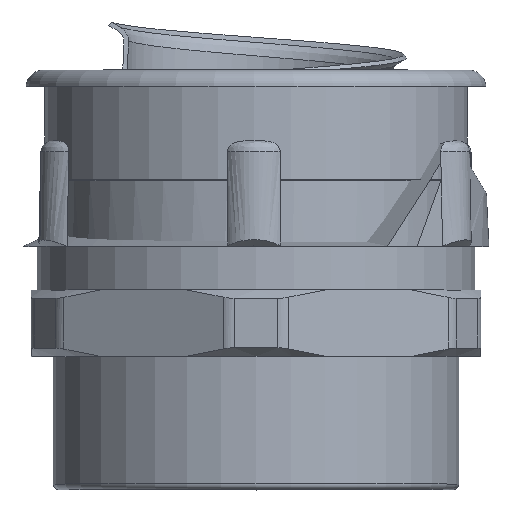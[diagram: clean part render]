
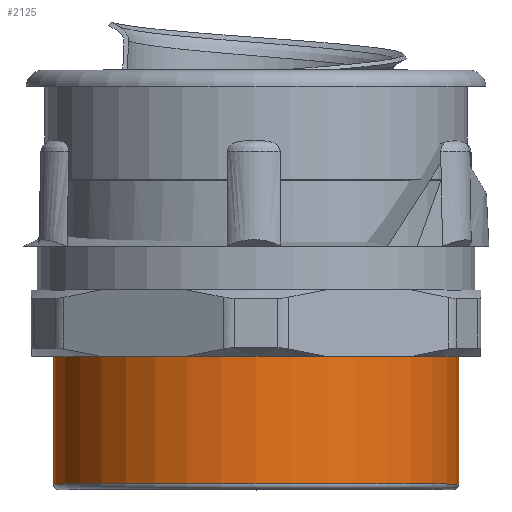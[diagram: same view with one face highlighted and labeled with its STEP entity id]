
A CAD part, top view. The second image highlights one B-rep face of the part: STEP entity #2125.
In plain terms, the highlighted cylindrical face has radius 18.3 mm (diameter 36.6 mm), a full revolution.
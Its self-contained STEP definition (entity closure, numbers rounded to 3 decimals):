
#210=CYLINDRICAL_SURFACE('',#2341,18.3);
#257=FACE_OUTER_BOUND('',#374,.T.);
#374=EDGE_LOOP('',(#1540,#1541,#1542,#1543,#1544,#1545,#1546));
#481=LINE('',#3819,#561);
#561=VECTOR('',#2692,18.3);
#695=CIRCLE('',#2333,18.3);
#699=CIRCLE('',#2337,18.3);
#700=CIRCLE('',#2338,18.3);
#702=CIRCLE('',#2342,18.3);
#703=CIRCLE('',#2343,18.3);
#842=VERTEX_POINT('',#3800);
#843=VERTEX_POINT('',#3801);
#846=VERTEX_POINT('',#3808);
#848=VERTEX_POINT('',#3815);
#849=VERTEX_POINT('',#3816);
#1097=EDGE_CURVE('',#842,#843,#695,.T.);
#1101=EDGE_CURVE('',#843,#846,#699,.T.);
#1102=EDGE_CURVE('',#846,#842,#700,.T.);
#1104=EDGE_CURVE('',#848,#849,#702,.T.);
#1105=EDGE_CURVE('',#849,#848,#703,.T.);
#1106=EDGE_CURVE('',#849,#846,#481,.T.);
#1540=ORIENTED_EDGE('',*,*,#1104,.F.);
#1541=ORIENTED_EDGE('',*,*,#1105,.F.);
#1542=ORIENTED_EDGE('',*,*,#1106,.T.);
#1543=ORIENTED_EDGE('',*,*,#1101,.F.);
#1544=ORIENTED_EDGE('',*,*,#1097,.F.);
#1545=ORIENTED_EDGE('',*,*,#1102,.F.);
#1546=ORIENTED_EDGE('',*,*,#1106,.F.);
#2125=ADVANCED_FACE('',(#257),#210,.T.);
#2333=AXIS2_PLACEMENT_3D('',#3802,#2670,#2671);
#2337=AXIS2_PLACEMENT_3D('',#3809,#2678,#2679);
#2338=AXIS2_PLACEMENT_3D('',#3810,#2680,#2681);
#2341=AXIS2_PLACEMENT_3D('',#3814,#2686,#2687);
#2342=AXIS2_PLACEMENT_3D('',#3817,#2688,#2689);
#2343=AXIS2_PLACEMENT_3D('',#3818,#2690,#2691);
#2670=DIRECTION('center_axis',(0.,-1.,0.));
#2671=DIRECTION('ref_axis',(1.,0.,0.));
#2678=DIRECTION('center_axis',(0.,-1.,0.));
#2679=DIRECTION('ref_axis',(1.,0.,0.));
#2680=DIRECTION('center_axis',(0.,-1.,0.));
#2681=DIRECTION('ref_axis',(1.,0.,0.));
#2686=DIRECTION('center_axis',(0.,1.,0.));
#2687=DIRECTION('ref_axis',(-1.,0.,0.));
#2688=DIRECTION('center_axis',(0.,1.,0.));
#2689=DIRECTION('ref_axis',(1.,0.,0.));
#2690=DIRECTION('center_axis',(0.,1.,0.));
#2691=DIRECTION('ref_axis',(1.,0.,0.));
#2692=DIRECTION('',(0.,-1.,0.));
#3800=CARTESIAN_POINT('',(-18.3,0.5,0.));
#3801=CARTESIAN_POINT('',(0.,0.5,-18.3));
#3802=CARTESIAN_POINT('Origin',(0.,0.5,
0.));
#3808=CARTESIAN_POINT('',(18.3,0.5,0.));
#3809=CARTESIAN_POINT('Origin',(0.,0.5,
0.));
#3810=CARTESIAN_POINT('Origin',(0.,0.5,
0.));
#3814=CARTESIAN_POINT('Origin',(0.,11.2,0.));
#3815=CARTESIAN_POINT('',(-18.3,12.,0.));
#3816=CARTESIAN_POINT('',(18.3,12.,0.));
#3817=CARTESIAN_POINT('Origin',(0.,12.,0.));
#3818=CARTESIAN_POINT('Origin',(0.,12.,0.));
#3819=CARTESIAN_POINT('',(18.3,11.2,0.));
